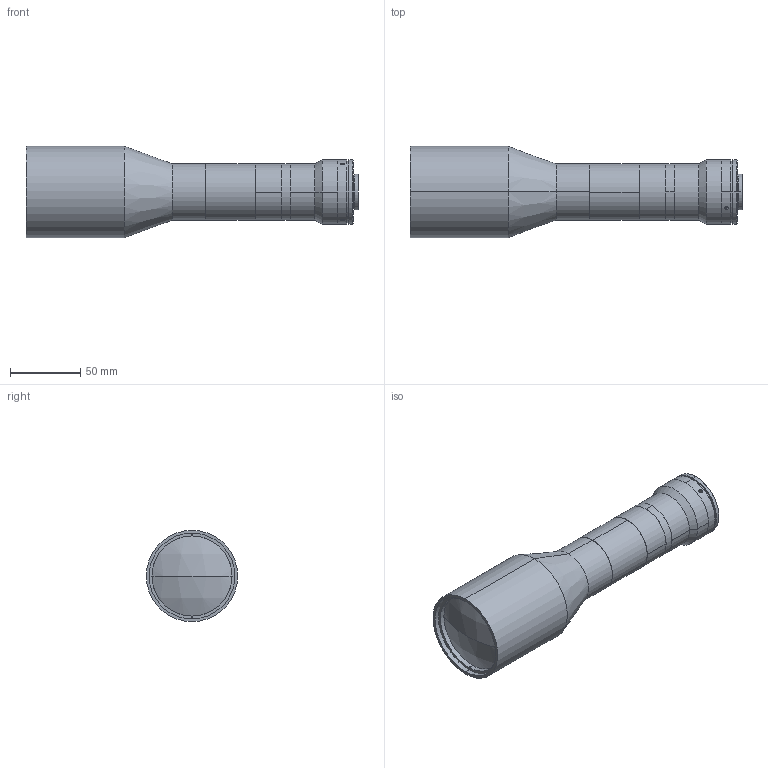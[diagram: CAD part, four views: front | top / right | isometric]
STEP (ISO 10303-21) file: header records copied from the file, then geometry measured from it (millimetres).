
FILE_DESCRIPTION (( 'STEP AP203' ), '1' );
FILE_NAME ('XF-10MDT04X220-1.1C.STEP', '2020-09-18T03:00:41', ( 'zhanghp' ), ( '' ), 'SwSTEP 2.0', 'SolidWorks 2014', '' );
FILE_SCHEMA (( 'CONFIG_CONTROL_DESIGN' ));
Length unit declared in the file: millimetre
Products named in the file (1): XF-10MDT04X220-1.1C
Bounding box: 236.01 x 64.99 x 64.99 mm (x, y, z)
Surface area: 48503.2 mm2 (no closed solid volume)
Topology: 0 solids, 12 shells, 79 faces, 202 edges, 142 vertices
Faces by surface type: cylinder 42, plane 27, cone 6, sphere 4
Entity records: 2720 total; most frequent: CARTESIAN_POINT 652, DIRECTION 468, ORIENTED_EDGE 336, EDGE_CURVE 202, AXIS2_PLACEMENT_3D 198, VERTEX_POINT 142, CIRCLE 118, EDGE_LOOP 99
